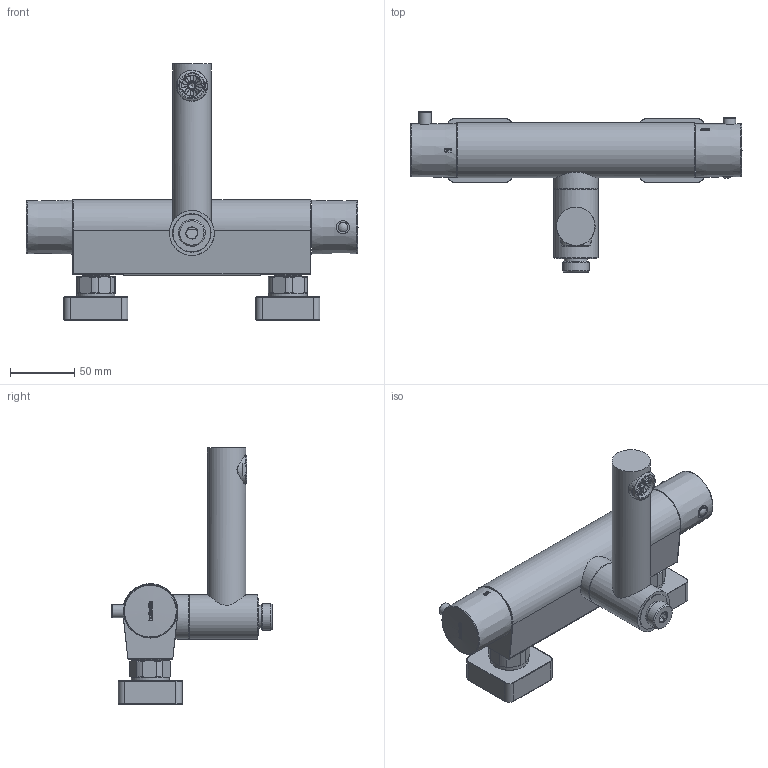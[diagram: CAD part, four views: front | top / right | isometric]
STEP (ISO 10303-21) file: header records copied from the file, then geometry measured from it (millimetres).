
FILE_DESCRIPTION(/* description */ ('Unknown'),/* implementation_level */ '2;1');
FILE_NAME(/* name */ 'GL020',/* time_stamp */ '2021-07-20T16:01:07+02:00',/* author */ ('Unknown'),/* organization */ ('Unknown'),/* preprocessor_version */ 'ST-DEVELOPER v16.7',/* originating_system */ 'DEX',/* authorisation */ $);
FILE_SCHEMA (('AUTOMOTIVE_DESIGN {1 0 10303 214 3 1 1}'));
Length unit declared in the file: millimetre
Products named in the file (18): GL020-00; CB008-07; GL016-01; GL016-02 calotte(D5010045); CB008-01; astina_1101M005_1101M005; placchetta_91010145_91010145; CB008-003_oa_0; CB008-09; CB008-004_oa_1; CB008-10; bottone_0083.01.285_0083.01.285; Bocca_oa_2; Adattatore x light_0020.01.013_0020.01.013; Corpo centrale_0020.00.015; Bocca da saldare_0020.00.016; rompigetto M24x1_56010615; Raccordo doccetta_0020.01.012_0020.01.012
Assembly tree (20 placements, depth 3):
  GL020-00
    CB008-07  x2
    GL016-01  x2
    GL016-02 calotte(D5010045)  x2
    CB008-01
    astina_1101M005_1101M005
    placchetta_91010145_91010145
    CB008-003_oa_0
      CB008-09
    CB008-004_oa_1
      CB008-10
      bottone_0083.01.285_0083.01.285
    Bocca_oa_2
      Adattatore x light_0020.01.013_0020.01.013
      Corpo centrale_0020.00.015
      Bocca da saldare_0020.00.016
      rompigetto M24x1_56010615
      Raccordo doccetta_0020.01.012_0020.01.012
Bounding box: 259.35 x 125.3 x 200 mm (x, y, z)
Volume: 312509.7 mm3; surface area: 188043.3 mm2
Topology: 17 solids, 17 shells, 1359 faces, 3278 edges, 1994 vertices
Faces by surface type: plane 496, cylinder 410, bspline 162, cone 119, torus 107, sphere 65
Full cylindrical faces by diameter (mm): 2.059 x1, 2.459 x2, 3 x2, 3.2 x1, 3.5 x2, 4.1 x1, 4.134 x4, 4.2 x1, 4.5 x1, 4.9 x1, 5.2 x2, 7 x1, 7.5 x2, 10 x3, 10.2 x3, 11 x1, 12 x2, 13 x1, 14.5 x1, 15.05 x4, 15.2 x1, 15.5 x1, 15.8 x2, 16 x1, 16.5 x1, 16.7 x1, 17.7 x2, 18 x1, 18.05 x2, 18.5 x3
Entity records: 47553 total; most frequent: CARTESIAN_POINT 12735, DIRECTION 5492, ORIENTED_EDGE 5336, EDGE_CURVE 2668, AXIS2_PLACEMENT_3D 2265, VERTEX_POINT 1737, FACE_BOUND 1591, EDGE_LOOP 1585
